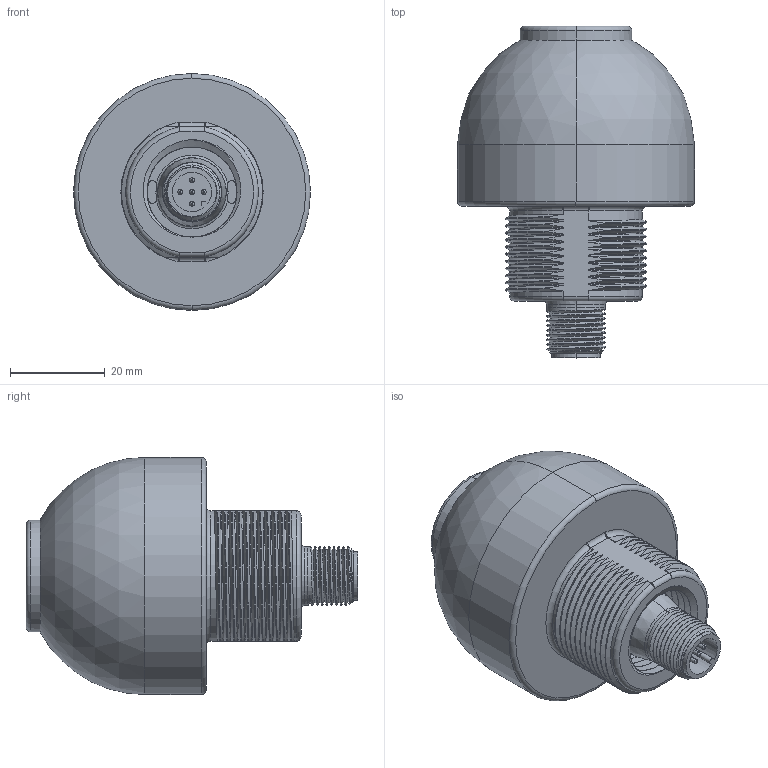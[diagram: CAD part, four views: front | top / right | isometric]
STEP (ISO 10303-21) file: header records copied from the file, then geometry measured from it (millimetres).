
FILE_DESCRIPTION((''),'2;1');
FILE_NAME('144868_SM01_ASM','2025-06-27T11:10:36',('banengservice'),('BANNER ENGINEERING'),'CREO PARAMETRIC BY PTC INC, 2022414','CREO PARAMETRIC BY PTC INC, 2022414','');
FILE_SCHEMA(('CONFIG_CONTROL_DESIGN'));
Length unit declared in the file: millimetre
Products named in the file (2): 144868_EP01; 144868_SM01_ASM
Assembly tree (1 placements, depth 2):
  144868_SM01_ASM
    144868_EP01
Bounding box: 50 x 70 x 50 mm (x, y, z)
Volume: 69592.7 mm3; surface area: 14427.1 mm2
Topology: 1 solids, 1 shells, 259 faces, 657 edges, 418 vertices
Faces by surface type: cylinder 103, bspline 87, plane 35, torus 20, cone 8, sphere 6
Entity records: 18309 total; most frequent: CARTESIAN_POINT 12613, ORIENTED_EDGE 1314, DIRECTION 944, EDGE_CURVE 657, VERTEX_POINT 418, AXIS2_PLACEMENT_3D 361, EDGE_LOOP 277, FACE_OUTER_BOUND 259
